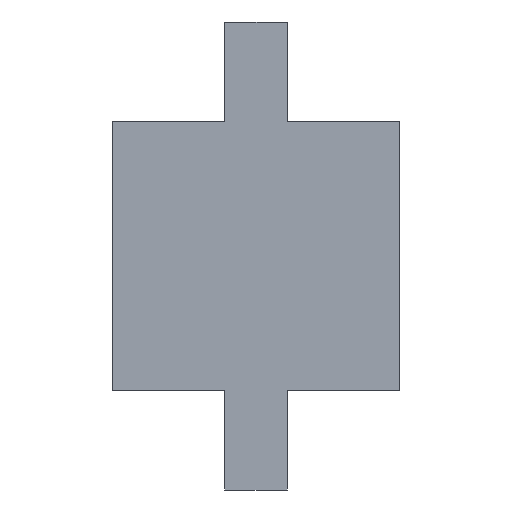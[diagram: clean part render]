
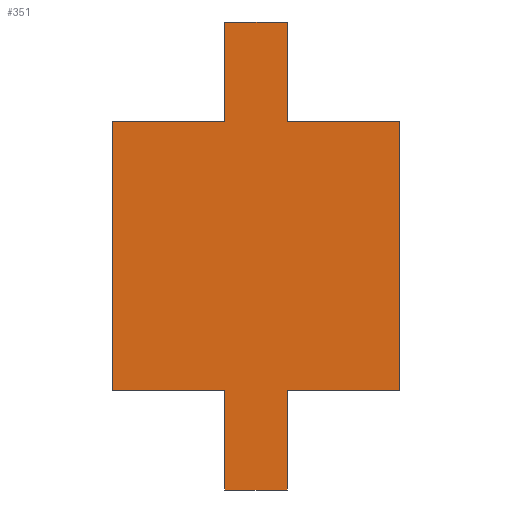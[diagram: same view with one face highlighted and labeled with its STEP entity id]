
A CAD part, left-side view. The second image highlights one B-rep face of the part: STEP entity #351.
In plain terms, the highlighted planar face has unit normal (-1, 0, 0).
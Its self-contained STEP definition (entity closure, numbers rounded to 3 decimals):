
#4 = EDGE_CURVE ( 'NONE', #23, #698, #295, .T. ) ;
#7 = CARTESIAN_POINT ( 'NONE',  ( -56.2, 5., 0. ) ) ;
#9 = CARTESIAN_POINT ( 'NONE',  ( -56.2, -13., 0. ) ) ;
#23 = VERTEX_POINT ( 'NONE', #735 ) ;
#59 = VECTOR ( 'NONE', #303, 1000. ) ;
#60 = VECTOR ( 'NONE', #807, 1000. ) ;
#61 = CARTESIAN_POINT ( 'NONE',  ( -56.2, 15., 43. ) ) ;
#81 = CARTESIAN_POINT ( 'NONE',  ( -56.2, 33., 0. ) ) ;
#82 = CARTESIAN_POINT ( 'NONE',  ( -56.2, 33., 43. ) ) ;
#83 = CARTESIAN_POINT ( 'NONE',  ( -56.2, 5., 43. ) ) ;
#104 = VECTOR ( 'NONE', #919, 1000. ) ;
#121 = CARTESIAN_POINT ( 'NONE',  ( -56.2, 5., 0. ) ) ;
#126 = VERTEX_POINT ( 'NONE', #470 ) ;
#128 = LINE ( 'NONE', #61, #545 ) ;
#150 = ORIENTED_EDGE ( 'NONE', *, *, #298, .T. ) ;
#152 = LINE ( 'NONE', #82, #830 ) ;
#156 = CARTESIAN_POINT ( 'NONE',  ( -56.2, 15., 59. ) ) ;
#161 = CARTESIAN_POINT ( 'NONE',  ( -56.2, 15., -16. ) ) ;
#166 = VECTOR ( 'NONE', #880, 1000. ) ;
#184 = VERTEX_POINT ( 'NONE', #270 ) ;
#186 = EDGE_CURVE ( 'NONE', #924, #872, #591, .T. ) ;
#205 = EDGE_CURVE ( 'NONE', #126, #659, #277, .T. ) ;
#213 = LINE ( 'NONE', #922, #632 ) ;
#225 = ORIENTED_EDGE ( 'NONE', *, *, #786, .T. ) ;
#226 = CARTESIAN_POINT ( 'NONE',  ( -56.2, 5., -16. ) ) ;
#231 = DIRECTION ( 'NONE',  ( 0., -1., 0. ) ) ;
#265 = LINE ( 'NONE', #775, #104 ) ;
#270 = CARTESIAN_POINT ( 'NONE',  ( -56.2, 15., 43. ) ) ;
#277 = LINE ( 'NONE', #425, #420 ) ;
#283 = EDGE_CURVE ( 'NONE', #23, #707, #265, .T. ) ;
#286 = PLANE ( 'NONE',  #562 ) ;
#295 = LINE ( 'NONE', #83, #60 ) ;
#297 = LINE ( 'NONE', #667, #587 ) ;
#298 = EDGE_CURVE ( 'NONE', #932, #184, #128, .T. ) ;
#303 = DIRECTION ( 'NONE',  ( 0., -1., 0. ) ) ;
#310 = EDGE_CURVE ( 'NONE', #698, #932, #361, .T. ) ;
#314 = CARTESIAN_POINT ( 'NONE',  ( -56.2, 15., 59. ) ) ;
#344 = DIRECTION ( 'NONE',  ( 0., 0., -1. ) ) ;
#351 = ADVANCED_FACE ( 'NONE', ( #793 ), #286, .F. ) ;
#361 = LINE ( 'NONE', #156, #589 ) ;
#363 = VERTEX_POINT ( 'NONE', #9 ) ;
#369 = DIRECTION ( 'NONE',  ( 0., 0., -1. ) ) ;
#420 = VECTOR ( 'NONE', #697, 1000. ) ;
#422 = VERTEX_POINT ( 'NONE', #161 ) ;
#425 = CARTESIAN_POINT ( 'NONE',  ( -56.2, 33., 43. ) ) ;
#439 = CARTESIAN_POINT ( 'NONE',  ( -56.2, -13., 43. ) ) ;
#441 = EDGE_CURVE ( 'NONE', #872, #363, #796, .T. ) ;
#442 = ORIENTED_EDGE ( 'NONE', *, *, #819, .F. ) ;
#448 = EDGE_CURVE ( 'NONE', #126, #184, #152, .T. ) ;
#452 = CARTESIAN_POINT ( 'NONE',  ( -56.2, 33., 0. ) ) ;
#464 = CARTESIAN_POINT ( 'NONE',  ( -56.2, 15., 0. ) ) ;
#470 = CARTESIAN_POINT ( 'NONE',  ( -56.2, 33., 43. ) ) ;
#471 = ORIENTED_EDGE ( 'NONE', *, *, #441, .T. ) ;
#482 = VECTOR ( 'NONE', #574, 1000. ) ;
#490 = DIRECTION ( 'NONE',  ( 0., 0., 1. ) ) ;
#501 = DIRECTION ( 'NONE',  ( 1., 0., 0. ) ) ;
#545 = VECTOR ( 'NONE', #344, 1000. ) ;
#562 = AXIS2_PLACEMENT_3D ( 'NONE', #654, #501, #876 ) ;
#574 = DIRECTION ( 'NONE',  ( 0., -1., 0. ) ) ;
#578 = LINE ( 'NONE', #863, #482 ) ;
#587 = VECTOR ( 'NONE', #369, 1000. ) ;
#589 = VECTOR ( 'NONE', #719, 1000. ) ;
#591 = LINE ( 'NONE', #121, #634 ) ;
#597 = ORIENTED_EDGE ( 'NONE', *, *, #757, .T. ) ;
#612 = ORIENTED_EDGE ( 'NONE', *, *, #448, .F. ) ;
#616 = ORIENTED_EDGE ( 'NONE', *, *, #186, .T. ) ;
#632 = VECTOR ( 'NONE', #782, 1000. ) ;
#634 = VECTOR ( 'NONE', #490, 1000. ) ;
#654 = CARTESIAN_POINT ( 'NONE',  ( -56.2, 33., 43. ) ) ;
#659 = VERTEX_POINT ( 'NONE', #81 ) ;
#667 = CARTESIAN_POINT ( 'NONE',  ( -56.2, -13., 43. ) ) ;
#685 = EDGE_CURVE ( 'NONE', #659, #808, #578, .T. ) ;
#687 = EDGE_LOOP ( 'NONE', ( #790, #597, #225, #616, #471, #442, #742, #752, #802, #150, #612, #870 ) ) ;
#697 = DIRECTION ( 'NONE',  ( 0., 0., -1. ) ) ;
#698 = VERTEX_POINT ( 'NONE', #795 ) ;
#707 = VERTEX_POINT ( 'NONE', #439 ) ;
#719 = DIRECTION ( 'NONE',  ( 0., 1., 0. ) ) ;
#735 = CARTESIAN_POINT ( 'NONE',  ( -56.2, 5., 43. ) ) ;
#742 = ORIENTED_EDGE ( 'NONE', *, *, #283, .F. ) ;
#752 = ORIENTED_EDGE ( 'NONE', *, *, #4, .T. ) ;
#757 = EDGE_CURVE ( 'NONE', #808, #422, #213, .T. ) ;
#775 = CARTESIAN_POINT ( 'NONE',  ( -56.2, 33., 43. ) ) ;
#782 = DIRECTION ( 'NONE',  ( 0., 0., -1. ) ) ;
#786 = EDGE_CURVE ( 'NONE', #422, #924, #884, .T. ) ;
#790 = ORIENTED_EDGE ( 'NONE', *, *, #685, .T. ) ;
#793 = FACE_OUTER_BOUND ( 'NONE', #687, .T. ) ;
#795 = CARTESIAN_POINT ( 'NONE',  ( -56.2, 5., 59. ) ) ;
#796 = LINE ( 'NONE', #452, #166 ) ;
#802 = ORIENTED_EDGE ( 'NONE', *, *, #310, .T. ) ;
#807 = DIRECTION ( 'NONE',  ( 0., 0., 1. ) ) ;
#808 = VERTEX_POINT ( 'NONE', #464 ) ;
#813 = CARTESIAN_POINT ( 'NONE',  ( -56.2, 5., -16. ) ) ;
#819 = EDGE_CURVE ( 'NONE', #707, #363, #297, .T. ) ;
#830 = VECTOR ( 'NONE', #231, 1000. ) ;
#863 = CARTESIAN_POINT ( 'NONE',  ( -56.2, 33., 0. ) ) ;
#870 = ORIENTED_EDGE ( 'NONE', *, *, #205, .T. ) ;
#872 = VERTEX_POINT ( 'NONE', #7 ) ;
#876 = DIRECTION ( 'NONE',  ( 0., 1., 0. ) ) ;
#880 = DIRECTION ( 'NONE',  ( 0., -1., 0. ) ) ;
#884 = LINE ( 'NONE', #226, #59 ) ;
#919 = DIRECTION ( 'NONE',  ( 0., -1., 0. ) ) ;
#922 = CARTESIAN_POINT ( 'NONE',  ( -56.2, 15., 0. ) ) ;
#924 = VERTEX_POINT ( 'NONE', #813 ) ;
#932 = VERTEX_POINT ( 'NONE', #314 ) ;
